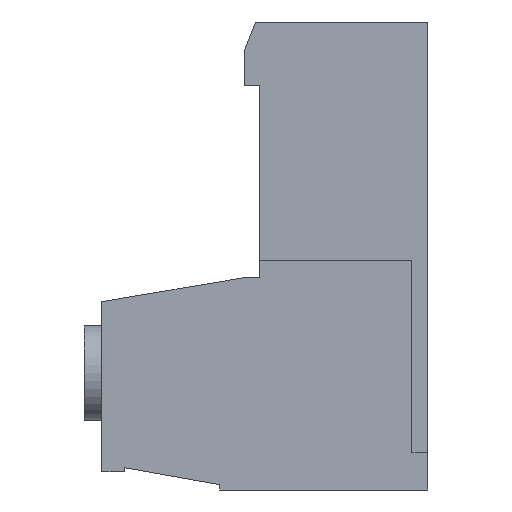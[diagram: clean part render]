
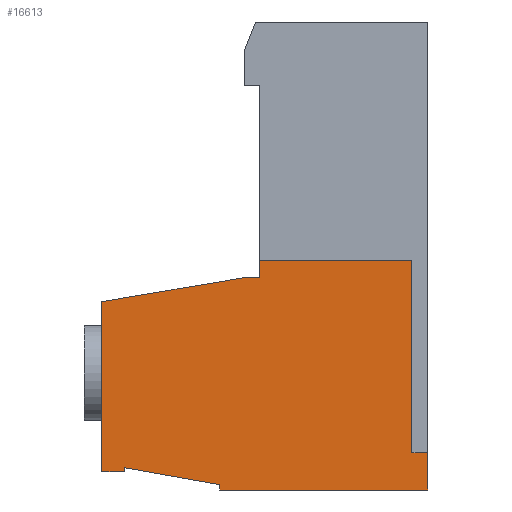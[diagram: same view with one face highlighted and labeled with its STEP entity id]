
A CAD part, left-side view. The second image highlights one B-rep face of the part: STEP entity #16613.
In plain terms, the highlighted planar face has unit normal (-1, 0, 0).
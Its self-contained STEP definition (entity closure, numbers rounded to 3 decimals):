
#497 = VERTEX_POINT ( 'NONE', #1940 ) ;
#543 = DIRECTION ( 'NONE',  ( 0., -1., 0. ) ) ;
#619 = VECTOR ( 'NONE', #3788, 1000. ) ;
#883 = CARTESIAN_POINT ( 'NONE',  ( 0., 7.9, -12. ) ) ;
#978 = CARTESIAN_POINT ( 'NONE',  ( 0., 0.75, -11.2 ) ) ;
#1118 = VERTEX_POINT ( 'NONE', #22577 ) ;
#1373 = ORIENTED_EDGE ( 'NONE', *, *, #11264, .F. ) ;
#1926 = EDGE_CURVE ( 'NONE', #2931, #497, #7894, .T. ) ;
#1940 = CARTESIAN_POINT ( 'NONE',  ( 0., 15.33, -13.15 ) ) ;
#2009 = ORIENTED_EDGE ( 'NONE', *, *, #1926, .F. ) ;
#2034 = CARTESIAN_POINT ( 'NONE',  ( 0., 0., -22. ) ) ;
#2282 = VECTOR ( 'NONE', #2969, 1000. ) ;
#2541 = CARTESIAN_POINT ( 'NONE',  ( 0., 15.33, -13.15 ) ) ;
#2754 = DIRECTION ( 'NONE',  ( 0., 0., 1. ) ) ;
#2825 = CARTESIAN_POINT ( 'NONE',  ( 0., 8.53, -12. ) ) ;
#2826 = CARTESIAN_POINT ( 'NONE',  ( 0., 14.25, -20.95 ) ) ;
#2913 = CARTESIAN_POINT ( 'NONE',  ( 0., 14.25, -21.15 ) ) ;
#2931 = VERTEX_POINT ( 'NONE', #21258 ) ;
#2969 = DIRECTION ( 'NONE',  ( 0., -1., 0. ) ) ;
#3159 = LINE ( 'NONE', #2541, #21860 ) ;
#3186 = VERTEX_POINT ( 'NONE', #14291 ) ;
#3678 = CARTESIAN_POINT ( 'NONE',  ( 0., 0.75, -20.25 ) ) ;
#3788 = DIRECTION ( 'NONE',  ( 0., 1., 0. ) ) ;
#4056 = EDGE_LOOP ( 'NONE', ( #11515, #10801, #4997, #21248, #2009, #9671, #17187, #18081, #7974, #9275, #1373, #16364, #21614 ) ) ;
#4132 = EDGE_CURVE ( 'NONE', #16220, #3186, #4318, .T. ) ;
#4318 = LINE ( 'NONE', #12324, #23485 ) ;
#4488 = CARTESIAN_POINT ( 'NONE',  ( 0., 15.33, -21.15 ) ) ;
#4563 = DIRECTION ( 'NONE',  ( 0., 0., 1. ) ) ;
#4997 = ORIENTED_EDGE ( 'NONE', *, *, #6610, .F. ) ;
#5392 = VERTEX_POINT ( 'NONE', #21402 ) ;
#5702 = VERTEX_POINT ( 'NONE', #20081 ) ;
#5980 = EDGE_CURVE ( 'NONE', #17589, #5392, #21560, .T. ) ;
#6412 = CARTESIAN_POINT ( 'NONE',  ( 0., 14.25, -21.15 ) ) ;
#6610 = EDGE_CURVE ( 'NONE', #10308, #5702, #7157, .T. ) ;
#7157 = LINE ( 'NONE', #12114, #2282 ) ;
#7210 = PLANE ( 'NONE',  #14426 ) ;
#7894 = LINE ( 'NONE', #4488, #17011 ) ;
#7974 = ORIENTED_EDGE ( 'NONE', *, *, #4132, .F. ) ;
#8444 = LINE ( 'NONE', #2826, #22800 ) ;
#8835 = CARTESIAN_POINT ( 'NONE',  ( 0., 0.75, -11.2 ) ) ;
#8865 = CARTESIAN_POINT ( 'NONE',  ( 0., 7.9, -11.2 ) ) ;
#9045 = DIRECTION ( 'NONE',  ( 0., 0., -1. ) ) ;
#9275 = ORIENTED_EDGE ( 'NONE', *, *, #21179, .F. ) ;
#9523 = LINE ( 'NONE', #883, #13834 ) ;
#9671 = ORIENTED_EDGE ( 'NONE', *, *, #21977, .F. ) ;
#9796 = CARTESIAN_POINT ( 'NONE',  ( 0., 7.9, -11.2 ) ) ;
#10104 = VECTOR ( 'NONE', #543, 1000. ) ;
#10185 = DIRECTION ( 'NONE',  ( 0., 0., -1. ) ) ;
#10308 = VERTEX_POINT ( 'NONE', #2825 ) ;
#10801 = ORIENTED_EDGE ( 'NONE', *, *, #21413, .F. ) ;
#10812 = VECTOR ( 'NONE', #12510, 1000. ) ;
#11050 = CARTESIAN_POINT ( 'NONE',  ( 0., 0., -22. ) ) ;
#11253 = VECTOR ( 'NONE', #13907, 1000. ) ;
#11264 = EDGE_CURVE ( 'NONE', #14932, #22795, #12436, .T. ) ;
#11461 = VECTOR ( 'NONE', #13751, 1000. ) ;
#11515 = ORIENTED_EDGE ( 'NONE', *, *, #12845, .F. ) ;
#11875 = VECTOR ( 'NONE', #10185, 1000. ) ;
#11967 = LINE ( 'NONE', #23247, #10812 ) ;
#12114 = CARTESIAN_POINT ( 'NONE',  ( 0., 8.53, -12. ) ) ;
#12298 = DIRECTION ( 'NONE',  ( 0., 0., 1. ) ) ;
#12324 = CARTESIAN_POINT ( 'NONE',  ( 0., 9.77, -22. ) ) ;
#12436 = LINE ( 'NONE', #22724, #11875 ) ;
#12510 = DIRECTION ( 'NONE',  ( 0., 0.984, 0.176 ) ) ;
#12845 = EDGE_CURVE ( 'NONE', #17046, #17589, #19696, .T. ) ;
#13621 = DIRECTION ( 'NONE',  ( 0., -0.986, 0.167 ) ) ;
#13751 = DIRECTION ( 'NONE',  ( 0., 0., -1. ) ) ;
#13834 = VECTOR ( 'NONE', #2754, 1000. ) ;
#13907 = DIRECTION ( 'NONE',  ( 0., 1., 0. ) ) ;
#14131 = LINE ( 'NONE', #2034, #619 ) ;
#14291 = CARTESIAN_POINT ( 'NONE',  ( 0., 9.77, -21.75 ) ) ;
#14426 = AXIS2_PLACEMENT_3D ( 'NONE', #14505, #19873, #9045 ) ;
#14505 = CARTESIAN_POINT ( 'NONE',  ( 0., 0., 0. ) ) ;
#14932 = VERTEX_POINT ( 'NONE', #19523 ) ;
#15516 = EDGE_CURVE ( 'NONE', #3186, #1118, #11967, .T. ) ;
#16220 = VERTEX_POINT ( 'NONE', #21627 ) ;
#16364 = ORIENTED_EDGE ( 'NONE', *, *, #22239, .F. ) ;
#16613 = ADVANCED_FACE ( 'NONE', ( #23057 ), #7210, .F. ) ;
#16904 = EDGE_CURVE ( 'NONE', #497, #10308, #3159, .T. ) ;
#16942 = VERTEX_POINT ( 'NONE', #6412 ) ;
#17011 = VECTOR ( 'NONE', #4563, 1000. ) ;
#17046 = VERTEX_POINT ( 'NONE', #8865 ) ;
#17187 = ORIENTED_EDGE ( 'NONE', *, *, #19787, .F. ) ;
#17220 = LINE ( 'NONE', #2913, #11253 ) ;
#17419 = DIRECTION ( 'NONE',  ( 0., 0., -1. ) ) ;
#17589 = VERTEX_POINT ( 'NONE', #8835 ) ;
#18081 = ORIENTED_EDGE ( 'NONE', *, *, #15516, .F. ) ;
#18270 = DIRECTION ( 'NONE',  ( 0., -1., 0. ) ) ;
#18868 = LINE ( 'NONE', #3678, #22978 ) ;
#19523 = CARTESIAN_POINT ( 'NONE',  ( 0., 0., -20.25 ) ) ;
#19696 = LINE ( 'NONE', #9796, #10104 ) ;
#19787 = EDGE_CURVE ( 'NONE', #1118, #16942, #8444, .T. ) ;
#19873 = DIRECTION ( 'NONE',  ( 1., 0., 0. ) ) ;
#20081 = CARTESIAN_POINT ( 'NONE',  ( 0., 7.9, -12. ) ) ;
#21179 = EDGE_CURVE ( 'NONE', #22795, #16220, #14131, .T. ) ;
#21248 = ORIENTED_EDGE ( 'NONE', *, *, #16904, .F. ) ;
#21258 = CARTESIAN_POINT ( 'NONE',  ( 0., 15.33, -21.15 ) ) ;
#21402 = CARTESIAN_POINT ( 'NONE',  ( 0., 0.75, -20.25 ) ) ;
#21413 = EDGE_CURVE ( 'NONE', #5702, #17046, #9523, .T. ) ;
#21560 = LINE ( 'NONE', #978, #11461 ) ;
#21614 = ORIENTED_EDGE ( 'NONE', *, *, #5980, .F. ) ;
#21627 = CARTESIAN_POINT ( 'NONE',  ( 0., 9.77, -22. ) ) ;
#21860 = VECTOR ( 'NONE', #13621, 1000. ) ;
#21977 = EDGE_CURVE ( 'NONE', #16942, #2931, #17220, .T. ) ;
#22239 = EDGE_CURVE ( 'NONE', #5392, #14932, #18868, .T. ) ;
#22577 = CARTESIAN_POINT ( 'NONE',  ( 0., 14.25, -20.95 ) ) ;
#22724 = CARTESIAN_POINT ( 'NONE',  ( 0., 0., 0. ) ) ;
#22795 = VERTEX_POINT ( 'NONE', #11050 ) ;
#22800 = VECTOR ( 'NONE', #17419, 1000. ) ;
#22978 = VECTOR ( 'NONE', #18270, 1000. ) ;
#23057 = FACE_OUTER_BOUND ( 'NONE', #4056, .T. ) ;
#23247 = CARTESIAN_POINT ( 'NONE',  ( 0., 9.77, -21.75 ) ) ;
#23485 = VECTOR ( 'NONE', #12298, 1000. ) ;
